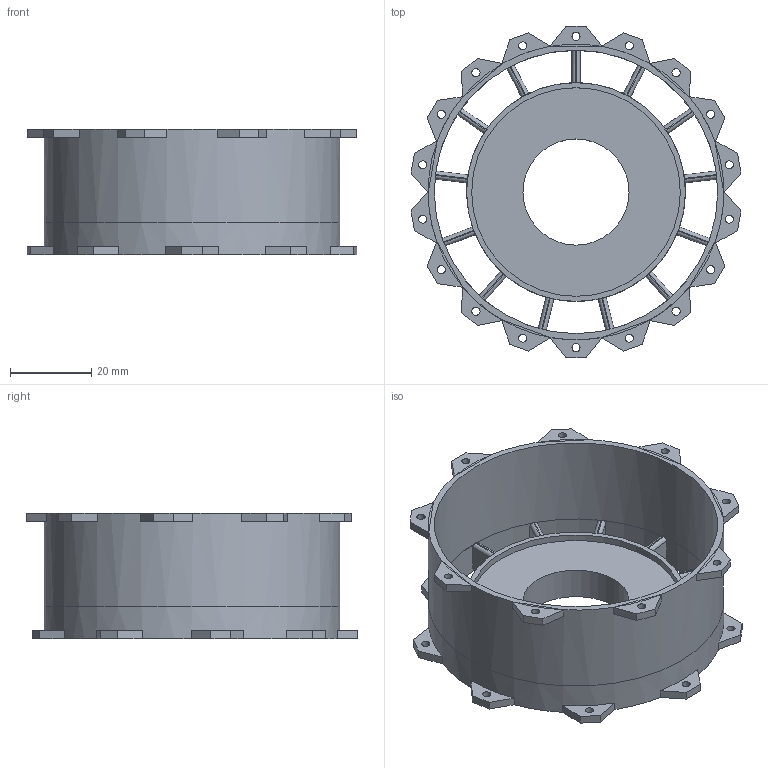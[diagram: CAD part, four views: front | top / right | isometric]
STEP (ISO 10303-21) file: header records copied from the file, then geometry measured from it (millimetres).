
FILE_DESCRIPTION(('FreeCAD Model'),'2;1');
FILE_NAME('Open CASCADE Shape Model','2024-05-16T16:53:19',('Author'),( ''),'Open CASCADE STEP processor 7.6','FreeCAD','Unknown');
FILE_SCHEMA(('AUTOMOTIVE_DESIGN { 1 0 10303 214 1 1 1 1 }'));
Length unit declared in the file: millimetre
Products named in the file (2): Rear-Hausing; Body066
Assembly tree (1 placements, depth 2):
  Rear-Hausing
    Body066
Bounding box: 81.46 x 81.83 x 31 mm (x, y, z)
Volume: 27722.4 mm3; surface area: 23925.3 mm2
Topology: 1 solids, 1 shells, 395 faces, 949 edges, 533 vertices
Faces by surface type: plane 191, cylinder 126, bspline 78
Full cylindrical faces by diameter (mm): 2 x18, 26.2 x1, 51.5 x1, 54 x1, 70 x1, 73 x2
Entity records: 13301 total; most frequent: CARTESIAN_POINT 4830, ORIENTED_EDGE 1898, DIRECTION 1575, EDGE_CURVE 949, AXIS2_PLACEMENT_3D 580, VERTEX_POINT 533, FACE_BOUND 436, EDGE_LOOP 436
